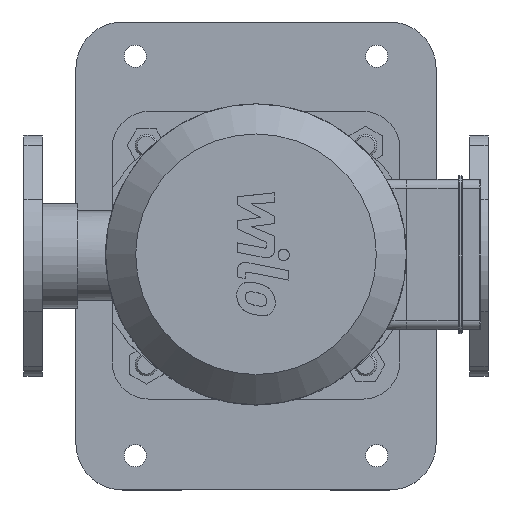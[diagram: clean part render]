
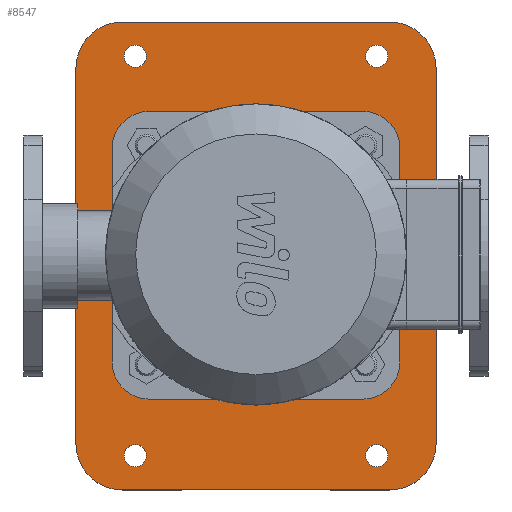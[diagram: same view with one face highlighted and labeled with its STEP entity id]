
A CAD part, top view. The second image highlights one B-rep face of the part: STEP entity #8547.
In plain terms, the highlighted planar face has unit normal (0, 0, 1).
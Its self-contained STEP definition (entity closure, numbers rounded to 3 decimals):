
#752=LINE('',#14599,#1481);
#759=LINE('',#14613,#1488);
#760=LINE('',#14617,#1489);
#761=LINE('',#14621,#1490);
#762=LINE('',#14633,#1491);
#763=LINE('',#14637,#1492);
#764=LINE('',#14641,#1493);
#765=LINE('',#14645,#1494);
#1481=VECTOR('',#11644,144.);
#1488=VECTOR('',#11653,202.);
#1489=VECTOR('',#11656,144.);
#1490=VECTOR('',#11659,202.);
#1491=VECTOR('',#11670,90.);
#1492=VECTOR('',#11673,90.);
#1493=VECTOR('',#11676,90.);
#1494=VECTOR('',#11679,90.);
#1866=PLANE('',#9409);
#1978=FACE_BOUND('',#2966,.T.);
#1979=FACE_BOUND('',#2967,.T.);
#1980=FACE_BOUND('',#2968,.T.);
#1981=FACE_BOUND('',#2969,.T.);
#1982=FACE_BOUND('',#2970,.T.);
#2423=FACE_OUTER_BOUND('',#2965,.T.);
#2965=EDGE_LOOP('',(#7623,#7624,#7625,#7626,#7627,#7628,#7629,#7630));
#2966=EDGE_LOOP('',(#7631));
#2967=EDGE_LOOP('',(#7632));
#2968=EDGE_LOOP('',(#7633));
#2969=EDGE_LOOP('',(#7634));
#2970=EDGE_LOOP('',(#7635,#7636,#7637,#7638,#7639,#7640,#7641,#7642));
#3494=CIRCLE('',#9407,25.);
#3495=CIRCLE('',#9410,25.);
#3496=CIRCLE('',#9411,25.);
#3497=CIRCLE('',#9412,25.);
#3498=CIRCLE('',#9413,6.);
#3499=CIRCLE('',#9414,6.);
#3500=CIRCLE('',#9415,6.);
#3501=CIRCLE('',#9416,6.);
#3502=CIRCLE('',#9417,25.);
#3503=CIRCLE('',#9418,25.);
#3504=CIRCLE('',#9419,25.);
#3505=CIRCLE('',#9420,25.);
#4220=VERTEX_POINT('',#14592);
#4221=VERTEX_POINT('',#14594);
#4222=VERTEX_POINT('',#14598);
#4228=VERTEX_POINT('',#14612);
#4229=VERTEX_POINT('',#14614);
#4230=VERTEX_POINT('',#14616);
#4231=VERTEX_POINT('',#14618);
#4232=VERTEX_POINT('',#14620);
#4233=VERTEX_POINT('',#14623);
#4234=VERTEX_POINT('',#14625);
#4235=VERTEX_POINT('',#14627);
#4236=VERTEX_POINT('',#14629);
#4237=VERTEX_POINT('',#14631);
#4238=VERTEX_POINT('',#14632);
#4239=VERTEX_POINT('',#14634);
#4240=VERTEX_POINT('',#14636);
#4241=VERTEX_POINT('',#14638);
#4242=VERTEX_POINT('',#14640);
#4243=VERTEX_POINT('',#14642);
#4244=VERTEX_POINT('',#14644);
#5385=EDGE_CURVE('',#4220,#4221,#3494,.T.);
#5387=EDGE_CURVE('',#4222,#4221,#752,.T.);
#5394=EDGE_CURVE('',#4220,#4228,#759,.T.);
#5395=EDGE_CURVE('',#4229,#4228,#3495,.T.);
#5396=EDGE_CURVE('',#4229,#4230,#760,.T.);
#5397=EDGE_CURVE('',#4231,#4230,#3496,.T.);
#5398=EDGE_CURVE('',#4231,#4232,#761,.T.);
#5399=EDGE_CURVE('',#4222,#4232,#3497,.T.);
#5400=EDGE_CURVE('',#4233,#4233,#3498,.T.);
#5401=EDGE_CURVE('',#4234,#4234,#3499,.T.);
#5402=EDGE_CURVE('',#4235,#4235,#3500,.T.);
#5403=EDGE_CURVE('',#4236,#4236,#3501,.T.);
#5404=EDGE_CURVE('',#4237,#4238,#762,.T.);
#5405=EDGE_CURVE('',#4238,#4239,#3502,.T.);
#5406=EDGE_CURVE('',#4239,#4240,#763,.T.);
#5407=EDGE_CURVE('',#4240,#4241,#3503,.T.);
#5408=EDGE_CURVE('',#4241,#4242,#764,.T.);
#5409=EDGE_CURVE('',#4242,#4243,#3504,.T.);
#5410=EDGE_CURVE('',#4243,#4244,#765,.T.);
#5411=EDGE_CURVE('',#4244,#4237,#3505,.T.);
#7623=ORIENTED_EDGE('',*,*,#5385,.F.);
#7624=ORIENTED_EDGE('',*,*,#5394,.T.);
#7625=ORIENTED_EDGE('',*,*,#5395,.F.);
#7626=ORIENTED_EDGE('',*,*,#5396,.T.);
#7627=ORIENTED_EDGE('',*,*,#5397,.F.);
#7628=ORIENTED_EDGE('',*,*,#5398,.T.);
#7629=ORIENTED_EDGE('',*,*,#5399,.F.);
#7630=ORIENTED_EDGE('',*,*,#5387,.T.);
#7631=ORIENTED_EDGE('',*,*,#5400,.T.);
#7632=ORIENTED_EDGE('',*,*,#5401,.T.);
#7633=ORIENTED_EDGE('',*,*,#5402,.T.);
#7634=ORIENTED_EDGE('',*,*,#5403,.T.);
#7635=ORIENTED_EDGE('',*,*,#5404,.T.);
#7636=ORIENTED_EDGE('',*,*,#5405,.T.);
#7637=ORIENTED_EDGE('',*,*,#5406,.T.);
#7638=ORIENTED_EDGE('',*,*,#5407,.T.);
#7639=ORIENTED_EDGE('',*,*,#5408,.T.);
#7640=ORIENTED_EDGE('',*,*,#5409,.T.);
#7641=ORIENTED_EDGE('',*,*,#5410,.T.);
#7642=ORIENTED_EDGE('',*,*,#5411,.T.);
#8547=ADVANCED_FACE('',(#2423,#1978,#1979,#1980,#1981,#1982),#1866,.F.);
#9407=AXIS2_PLACEMENT_3D('',#14595,#11639,#11640);
#9409=AXIS2_PLACEMENT_3D('',#14611,#11651,#11652);
#9410=AXIS2_PLACEMENT_3D('',#14615,#11654,#11655);
#9411=AXIS2_PLACEMENT_3D('',#14619,#11657,#11658);
#9412=AXIS2_PLACEMENT_3D('',#14622,#11660,#11661);
#9413=AXIS2_PLACEMENT_3D('',#14624,#11662,#11663);
#9414=AXIS2_PLACEMENT_3D('',#14626,#11664,#11665);
#9415=AXIS2_PLACEMENT_3D('',#14628,#11666,#11667);
#9416=AXIS2_PLACEMENT_3D('',#14630,#11668,#11669);
#9417=AXIS2_PLACEMENT_3D('',#14635,#11671,#11672);
#9418=AXIS2_PLACEMENT_3D('',#14639,#11674,#11675);
#9419=AXIS2_PLACEMENT_3D('',#14643,#11677,#11678);
#9420=AXIS2_PLACEMENT_3D('',#14646,#11680,#11681);
#11639=DIRECTION('center_axis',(0.,0.,-1.));
#11640=DIRECTION('ref_axis',(0.707,-0.707,0.));
#11644=DIRECTION('',(1.,0.,0.));
#11651=DIRECTION('center_axis',(0.,0.,-1.));
#11652=DIRECTION('ref_axis',(0.,-1.,0.));
#11653=DIRECTION('',(0.,1.,0.));
#11654=DIRECTION('center_axis',(0.,0.,-1.));
#11655=DIRECTION('ref_axis',(0.707,0.707,0.));
#11656=DIRECTION('',(-1.,0.,0.));
#11657=DIRECTION('center_axis',(0.,0.,-1.));
#11658=DIRECTION('ref_axis',(-0.707,0.707,0.));
#11659=DIRECTION('',(0.,-1.,0.));
#11660=DIRECTION('center_axis',(0.,0.,-1.));
#11661=DIRECTION('ref_axis',(-0.707,-0.707,0.));
#11662=DIRECTION('center_axis',(0.,0.,-1.));
#11663=DIRECTION('ref_axis',(0.,1.,0.));
#11664=DIRECTION('center_axis',(0.,0.,-1.));
#11665=DIRECTION('ref_axis',(0.,1.,0.));
#11666=DIRECTION('center_axis',(0.,0.,-1.));
#11667=DIRECTION('ref_axis',(0.,1.,0.));
#11668=DIRECTION('center_axis',(0.,0.,-1.));
#11669=DIRECTION('ref_axis',(0.,1.,0.));
#11670=DIRECTION('',(-1.,0.,0.));
#11671=DIRECTION('center_axis',(0.,0.,-1.));
#11672=DIRECTION('ref_axis',(-1.,0.,0.));
#11673=DIRECTION('',(0.,1.,0.));
#11674=DIRECTION('center_axis',(0.,0.,-1.));
#11675=DIRECTION('ref_axis',(0.,1.,0.));
#11676=DIRECTION('',(1.,0.,0.));
#11677=DIRECTION('center_axis',(0.,0.,-1.));
#11678=DIRECTION('ref_axis',(1.,0.,0.));
#11679=DIRECTION('',(0.,-1.,0.));
#11680=DIRECTION('center_axis',(0.,0.,-1.));
#11681=DIRECTION('ref_axis',(0.,-1.,0.));
#14592=CARTESIAN_POINT('',(97.,-101.,24.75));
#14594=CARTESIAN_POINT('',(72.,-126.,24.75));
#14595=CARTESIAN_POINT('Origin',(72.,-101.,24.75));
#14598=CARTESIAN_POINT('',(-72.,-126.,24.75));
#14599=CARTESIAN_POINT('',(-97.,-126.,24.75));
#14611=CARTESIAN_POINT('Origin',(0.,0.,
24.75));
#14612=CARTESIAN_POINT('',(97.,101.,24.75));
#14613=CARTESIAN_POINT('',(97.,-126.,24.75));
#14614=CARTESIAN_POINT('',(72.,126.,24.75));
#14615=CARTESIAN_POINT('Origin',(72.,101.,24.75));
#14616=CARTESIAN_POINT('',(-72.,126.,24.75));
#14617=CARTESIAN_POINT('',(97.,126.,24.75));
#14618=CARTESIAN_POINT('',(-97.,101.,24.75));
#14619=CARTESIAN_POINT('Origin',(-72.,101.,24.75));
#14620=CARTESIAN_POINT('',(-97.,-101.,24.75));
#14621=CARTESIAN_POINT('',(-97.,126.,24.75));
#14622=CARTESIAN_POINT('Origin',(-72.,-101.,24.75));
#14623=CARTESIAN_POINT('',(-65.,101.5,24.75));
#14624=CARTESIAN_POINT('Origin',(-65.,107.5,24.75));
#14625=CARTESIAN_POINT('',(-65.,-113.5,24.75));
#14626=CARTESIAN_POINT('Origin',(-65.,-107.5,24.75));
#14627=CARTESIAN_POINT('',(65.,101.5,24.75));
#14628=CARTESIAN_POINT('Origin',(65.,107.5,24.75));
#14629=CARTESIAN_POINT('',(65.,-113.5,24.75));
#14630=CARTESIAN_POINT('Origin',(65.,-107.5,24.75));
#14631=CARTESIAN_POINT('',(45.,-70.,24.75));
#14632=CARTESIAN_POINT('',(-45.,-70.,24.75));
#14633=CARTESIAN_POINT('',(22.5,-70.,24.75));
#14634=CARTESIAN_POINT('',(-70.,-45.,24.75));
#14635=CARTESIAN_POINT('Origin',(-45.,-45.,24.75));
#14636=CARTESIAN_POINT('',(-70.,45.,24.75));
#14637=CARTESIAN_POINT('',(-70.,-22.5,24.75));
#14638=CARTESIAN_POINT('',(-45.,70.,24.75));
#14639=CARTESIAN_POINT('Origin',(-45.,45.,24.75));
#14640=CARTESIAN_POINT('',(45.,70.,24.75));
#14641=CARTESIAN_POINT('',(-22.5,70.,24.75));
#14642=CARTESIAN_POINT('',(70.,45.,24.75));
#14643=CARTESIAN_POINT('Origin',(45.,45.,24.75));
#14644=CARTESIAN_POINT('',(70.,-45.,24.75));
#14645=CARTESIAN_POINT('',(70.,22.5,24.75));
#14646=CARTESIAN_POINT('Origin',(45.,-45.,24.75));
